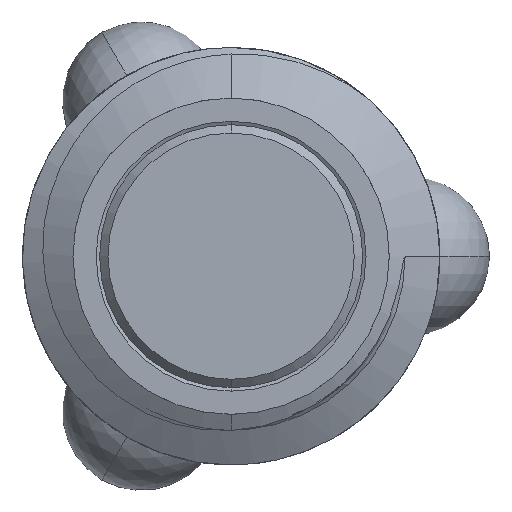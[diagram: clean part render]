
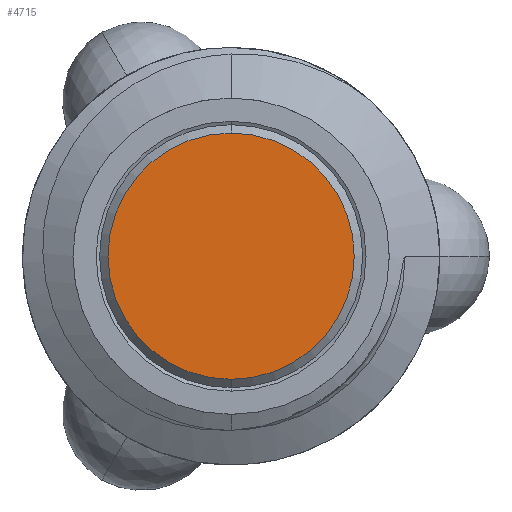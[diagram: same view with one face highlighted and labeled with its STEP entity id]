
A CAD part, front view. The second image highlights one B-rep face of the part: STEP entity #4715.
In plain terms, the highlighted face is planar.
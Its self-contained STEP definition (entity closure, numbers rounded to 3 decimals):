
#14 = CARTESIAN_POINT ( 'NONE',  ( -3.708, 0., 6.731 ) ) ;
#355 = EDGE_LOOP ( 'NONE', ( #2978, #3353 ) ) ;
#873 = FACE_OUTER_BOUND ( 'NONE', #355, .T. ) ;
#1090 = CARTESIAN_POINT ( 'NONE',  ( 3.708, 0., 6.731 ) ) ;
#1853 = PLANE ( 'NONE',  #3632 ) ;
#1935 = AXIS2_PLACEMENT_3D ( 'NONE', #3458, #5485, #3420 ) ;
#2387 = DIRECTION ( 'NONE',  ( 0., 0., 1. ) ) ;
#2416 = DIRECTION ( 'NONE',  ( 0., 0., 1. ) ) ;
#2551 = EDGE_CURVE ( 'NONE', #5718, #3190, #5278, .T. ) ;
#2978 = ORIENTED_EDGE ( 'NONE', *, *, #4897, .T. ) ;
#3190 = VERTEX_POINT ( 'NONE', #14 ) ;
#3353 = ORIENTED_EDGE ( 'NONE', *, *, #2551, .T. ) ;
#3364 = CARTESIAN_POINT ( 'NONE',  ( 0., 0., 6.731 ) ) ;
#3420 = DIRECTION ( 'NONE',  ( 1., 0., 0. ) ) ;
#3458 = CARTESIAN_POINT ( 'NONE',  ( 0., 0., 6.731 ) ) ;
#3632 = AXIS2_PLACEMENT_3D ( 'NONE', #5945, #2416, #6368 ) ;
#4386 = DIRECTION ( 'NONE',  ( 1., 0., 0. ) ) ;
#4482 = CIRCLE ( 'NONE', #5092, 3.708 ) ;
#4715 = ADVANCED_FACE ( 'NONE', ( #873 ), #1853, .T. ) ;
#4897 = EDGE_CURVE ( 'NONE', #3190, #5718, #4482, .T. ) ;
#5092 = AXIS2_PLACEMENT_3D ( 'NONE', #3364, #2387, #4386 ) ;
#5278 = CIRCLE ( 'NONE', #1935, 3.708 ) ;
#5485 = DIRECTION ( 'NONE',  ( 0., 0., 1. ) ) ;
#5718 = VERTEX_POINT ( 'NONE', #1090 ) ;
#5945 = CARTESIAN_POINT ( 'NONE',  ( 0., 0., 6.731 ) ) ;
#6368 = DIRECTION ( 'NONE',  ( 1., 0., 0. ) ) ;
